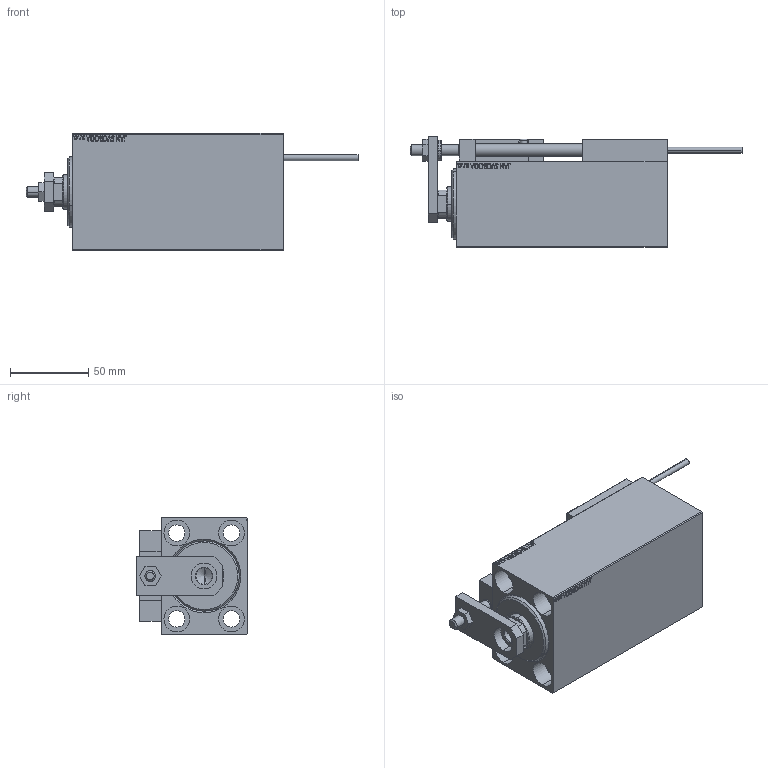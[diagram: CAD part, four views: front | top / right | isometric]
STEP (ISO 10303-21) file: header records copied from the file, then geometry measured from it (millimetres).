
FILE_DESCRIPTION (( 'STEP AP203' ), '1' );
FILE_NAME ('ba37.STEP', '2022-04-17T00:02:52', ( '' ), ( '' ), 'SwSTEP 2.0', 'SolidWorks 2019', '' );
FILE_SCHEMA (( 'CONFIG_CONTROL_DESIGN' ));
Length unit declared in the file: millimetre
Products named in the file (15): Block 132c5e3d7228ce2c516fb44f09b489dd; ALLEN BOLT D5 132c5e3d7228ce2c516fb44f09b489dd; SWITCH_X_FRONT_BACK 132c5e3d7228ce2c516fb44f09b489dd; ZARAZKA 132c5e3d7228ce2c516fb44f09b489dd; V450CM_VC_B 132c5e3d7228ce2c516fb44f09b489dd; ba37; KONCOVKA 132c5e3d7228ce2c516fb44f09b489dd; V450CM_C_Body 132c5e3d7228ce2c516fb44f09b489dd; MAGNET 132c5e3d7228ce2c516fb44f09b489dd; ALLEN BOLT D8 132c5e3d7228ce2c516fb44f09b489dd; V450CM_C_VCP 132c5e3d7228ce2c516fb44f09b489dd; TYC_L79 132c5e3d7228ce2c516fb44f09b489dd; NUT_D12 132c5e3d7228ce2c516fb44f09b489dd; SWITCH DIM B,W 132c5e3d7228ce2c516fb44f09b489dd; SWITCH X 132c5e3d7228ce2c516fb44f09b489dd
Assembly tree (24 placements, depth 3):
  ba37
    V450CM_C_Body 132c5e3d7228ce2c516fb44f09b489dd
    SWITCH X 132c5e3d7228ce2c516fb44f09b489dd
      SWITCH_X_FRONT_BACK 132c5e3d7228ce2c516fb44f09b489dd  x2
      TYC_L79 132c5e3d7228ce2c516fb44f09b489dd
      Block 132c5e3d7228ce2c516fb44f09b489dd  x2
      ALLEN BOLT D5 132c5e3d7228ce2c516fb44f09b489dd  x4
      ALLEN BOLT D8 132c5e3d7228ce2c516fb44f09b489dd  x4
      MAGNET 132c5e3d7228ce2c516fb44f09b489dd  x2
      KONCOVKA 132c5e3d7228ce2c516fb44f09b489dd  x2
    NUT_D12 132c5e3d7228ce2c516fb44f09b489dd
    SWITCH DIM B,W 132c5e3d7228ce2c516fb44f09b489dd
    ZARAZKA 132c5e3d7228ce2c516fb44f09b489dd
    V450CM_C_VCP 132c5e3d7228ce2c516fb44f09b489dd
    V450CM_VC_B 132c5e3d7228ce2c516fb44f09b489dd
Bounding box: 212.7 x 70.5 x 75 mm (x, y, z)
Volume: 516752.4 mm3; surface area: 123907.8 mm2
Topology: 23 solids, 23 shells, 1278 faces, 3064 edges, 1959 vertices
Faces by surface type: plane 560, bspline 380, cylinder 184, cone 106, torus 44, sphere 4
Entity records: 50115 total; most frequent: CARTESIAN_POINT 25898, ORIENTED_EDGE 5148, DIRECTION 3454, EDGE_CURVE 2574, VERTEX_POINT 1683, VECTOR 1480, LINE 1480, EDGE_LOOP 1187
